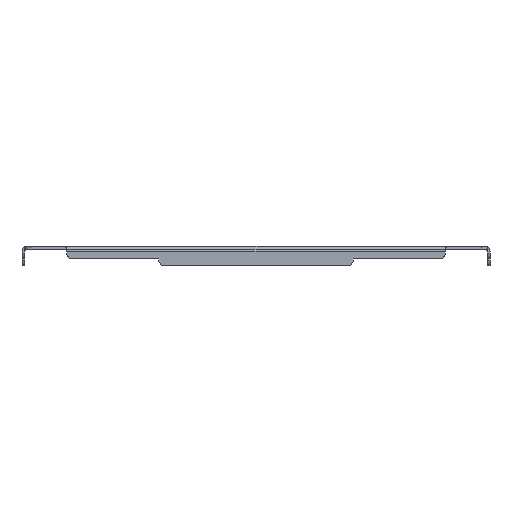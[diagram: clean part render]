
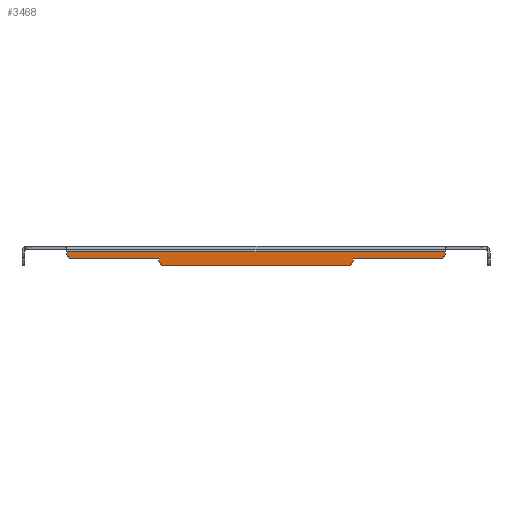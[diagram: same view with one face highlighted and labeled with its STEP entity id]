
A CAD part, front view. The second image highlights one B-rep face of the part: STEP entity #3468.
In plain terms, the highlighted planar face has unit normal (0, -1, 0).
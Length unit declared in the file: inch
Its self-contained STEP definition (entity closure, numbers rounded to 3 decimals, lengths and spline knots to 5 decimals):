
#6 = EDGE_LOOP ( 'NONE', ( #2591, #2039, #2228, #2740, #3268, #3293, #423, #365, #2105, #3328, #1906, #1158 ) ) ;
#40 = DIRECTION ( 'NONE',  ( 1., 0., 0. ) ) ;
#114 = PLANE ( 'NONE',  #1710 ) ;
#221 = EDGE_CURVE ( 'NONE', #1069, #1472, #3594, .T. ) ;
#302 = VERTEX_POINT ( 'NONE', #509 ) ;
#346 = LINE ( 'NONE', #2918, #3484 ) ;
#365 = ORIENTED_EDGE ( 'NONE', *, *, #1398, .T. ) ;
#387 = LINE ( 'NONE', #3269, #3572 ) ;
#390 = CARTESIAN_POINT ( 'NONE',  ( -4.09375, -28.46875, -0.875 ) ) ;
#422 = CARTESIAN_POINT ( 'NONE',  ( 8.46875, -28.46875, -0.556 ) ) ;
#423 = ORIENTED_EDGE ( 'NONE', *, *, #221, .F. ) ;
#509 = CARTESIAN_POINT ( 'NONE',  ( 4.09375, -28.46875, -0.875 ) ) ;
#586 = EDGE_CURVE ( 'NONE', #1433, #2317, #2217, .T. ) ;
#614 = EDGE_CURVE ( 'NONE', #2612, #302, #2101, .T. ) ;
#640 = DIRECTION ( 'NONE',  ( 1., 0., 0. ) ) ;
#662 = LINE ( 'NONE', #937, #703 ) ;
#677 = DIRECTION ( 'NONE',  ( 0., -1., 0. ) ) ;
#703 = VECTOR ( 'NONE', #640, 39.37008 ) ;
#755 = VERTEX_POINT ( 'NONE', #1378 ) ;
#786 = EDGE_CURVE ( 'NONE', #2612, #1932, #2073, .T. ) ;
#823 = VERTEX_POINT ( 'NONE', #3054 ) ;
#842 = VECTOR ( 'NONE', #3264, 39.37008 ) ;
#890 = CARTESIAN_POINT ( 'NONE',  ( -8.46875, -28.46875, -0.237 ) ) ;
#907 = CARTESIAN_POINT ( 'NONE',  ( -8.46875, -28.46875, -0.556 ) ) ;
#910 = CARTESIAN_POINT ( 'NONE',  ( -4.09375, -28.46875, -0.625 ) ) ;
#923 = CARTESIAN_POINT ( 'NONE',  ( -4.34375, -28.46875, -0.625 ) ) ;
#937 = CARTESIAN_POINT ( 'NONE',  ( 8.46875, -28.46875, -0.237 ) ) ;
#1007 = LINE ( 'NONE', #1988, #2452 ) ;
#1054 = VERTEX_POINT ( 'NONE', #1986 ) ;
#1062 = DIRECTION ( 'NONE',  ( -1., 0., 0. ) ) ;
#1069 = VERTEX_POINT ( 'NONE', #3593 ) ;
#1158 = ORIENTED_EDGE ( 'NONE', *, *, #786, .T. ) ;
#1162 = VECTOR ( 'NONE', #1062, 39.37008 ) ;
#1238 = AXIS2_PLACEMENT_3D ( 'NONE', #910, #2865, #3124 ) ;
#1378 = CARTESIAN_POINT ( 'NONE',  ( 8.46875, -28.46875, -0.3125 ) ) ;
#1398 = EDGE_CURVE ( 'NONE', #1069, #3981, #346, .T. ) ;
#1433 = VERTEX_POINT ( 'NONE', #4134 ) ;
#1441 = CARTESIAN_POINT ( 'NONE',  ( -8.21875, -28.46875, -0.3125 ) ) ;
#1472 = VERTEX_POINT ( 'NONE', #2874 ) ;
#1489 = VERTEX_POINT ( 'NONE', #390 ) ;
#1544 = CARTESIAN_POINT ( 'NONE',  ( 4.34375, -28.46875, -0.625 ) ) ;
#1609 = DIRECTION ( 'NONE',  ( 0., 1., 0. ) ) ;
#1610 = CARTESIAN_POINT ( 'NONE',  ( 4.09375, -28.46875, -0.625 ) ) ;
#1620 = DIRECTION ( 'NONE',  ( 0., 0., -1. ) ) ;
#1700 = VECTOR ( 'NONE', #2182, 39.37008 ) ;
#1710 = AXIS2_PLACEMENT_3D ( 'NONE', #3557, #677, #3225 ) ;
#1736 = DIRECTION ( 'NONE',  ( 0., 1., 0. ) ) ;
#1906 = ORIENTED_EDGE ( 'NONE', *, *, #614, .F. ) ;
#1932 = VERTEX_POINT ( 'NONE', #2892 ) ;
#1962 = EDGE_CURVE ( 'NONE', #2317, #1054, #662, .T. ) ;
#1966 = DIRECTION ( 'NONE',  ( 0., 1., 0. ) ) ;
#1986 = CARTESIAN_POINT ( 'NONE',  ( 8.46875, -28.46875, -0.237 ) ) ;
#1988 = CARTESIAN_POINT ( 'NONE',  ( 6.40625, -28.46875, -0.5625 ) ) ;
#2021 = EDGE_CURVE ( 'NONE', #302, #1489, #387, .T. ) ;
#2023 = CARTESIAN_POINT ( 'NONE',  ( -6.40625, -28.46875, -0.5625 ) ) ;
#2026 = DIRECTION ( 'NONE',  ( 0., 0., -1. ) ) ;
#2039 = ORIENTED_EDGE ( 'NONE', *, *, #2780, .F. ) ;
#2073 = LINE ( 'NONE', #3346, #4039 ) ;
#2090 = DIRECTION ( 'NONE',  ( 0., 0., -1. ) ) ;
#2101 = CIRCLE ( 'NONE', #2899, 0.25 ) ;
#2105 = ORIENTED_EDGE ( 'NONE', *, *, #2342, .F. ) ;
#2110 = AXIS2_PLACEMENT_3D ( 'NONE', #1441, #1736, #2090 ) ;
#2182 = DIRECTION ( 'NONE',  ( 0., 0., 1. ) ) ;
#2217 = LINE ( 'NONE', #907, #1700 ) ;
#2228 = ORIENTED_EDGE ( 'NONE', *, *, #2427, .F. ) ;
#2317 = VERTEX_POINT ( 'NONE', #890 ) ;
#2342 = EDGE_CURVE ( 'NONE', #1489, #3981, #2639, .T. ) ;
#2427 = EDGE_CURVE ( 'NONE', #1054, #755, #3918, .T. ) ;
#2452 = VECTOR ( 'NONE', #40, 39.37008 ) ;
#2591 = ORIENTED_EDGE ( 'NONE', *, *, #3727, .T. ) ;
#2612 = VERTEX_POINT ( 'NONE', #1544 ) ;
#2639 = CIRCLE ( 'NONE', #1238, 0.25 ) ;
#2646 = CIRCLE ( 'NONE', #2110, 0.25 ) ;
#2665 = FACE_OUTER_BOUND ( 'NONE', #6, .T. ) ;
#2740 = ORIENTED_EDGE ( 'NONE', *, *, #1962, .F. ) ;
#2780 = EDGE_CURVE ( 'NONE', #755, #823, #3376, .T. ) ;
#2865 = DIRECTION ( 'NONE',  ( 0., 1., 0. ) ) ;
#2874 = CARTESIAN_POINT ( 'NONE',  ( -8.21875, -28.46875, -0.5625 ) ) ;
#2892 = CARTESIAN_POINT ( 'NONE',  ( 4.34375, -28.46875, -0.5625 ) ) ;
#2899 = AXIS2_PLACEMENT_3D ( 'NONE', #1610, #1966, #2026 ) ;
#2904 = EDGE_CURVE ( 'NONE', #1472, #1433, #2646, .T. ) ;
#2918 = CARTESIAN_POINT ( 'NONE',  ( -4.34375, -28.46875, 0. ) ) ;
#2943 = CARTESIAN_POINT ( 'NONE',  ( 8.21875, -28.46875, -0.3125 ) ) ;
#3054 = CARTESIAN_POINT ( 'NONE',  ( 8.21875, -28.46875, -0.5625 ) ) ;
#3124 = DIRECTION ( 'NONE',  ( 0., 0., -1. ) ) ;
#3225 = DIRECTION ( 'NONE',  ( 0., 0., -1. ) ) ;
#3264 = DIRECTION ( 'NONE',  ( 0., 0., -1. ) ) ;
#3268 = ORIENTED_EDGE ( 'NONE', *, *, #586, .F. ) ;
#3269 = CARTESIAN_POINT ( 'NONE',  ( 0., -28.46875, -0.875 ) ) ;
#3293 = ORIENTED_EDGE ( 'NONE', *, *, #2904, .F. ) ;
#3328 = ORIENTED_EDGE ( 'NONE', *, *, #2021, .F. ) ;
#3346 = CARTESIAN_POINT ( 'NONE',  ( 4.34375, -28.46875, 0. ) ) ;
#3376 = CIRCLE ( 'NONE', #3914, 0.25 ) ;
#3468 = ADVANCED_FACE ( 'NONE', ( #2665 ), #114, .T. ) ;
#3484 = VECTOR ( 'NONE', #1620, 39.37008 ) ;
#3557 = CARTESIAN_POINT ( 'NONE',  ( -10.34375, -28.46875, 0. ) ) ;
#3572 = VECTOR ( 'NONE', #3924, 39.37008 ) ;
#3593 = CARTESIAN_POINT ( 'NONE',  ( -4.34375, -28.46875, -0.5625 ) ) ;
#3594 = LINE ( 'NONE', #2023, #1162 ) ;
#3727 = EDGE_CURVE ( 'NONE', #1932, #823, #1007, .T. ) ;
#3891 = DIRECTION ( 'NONE',  ( 0., 0., -1. ) ) ;
#3914 = AXIS2_PLACEMENT_3D ( 'NONE', #2943, #1609, #3891 ) ;
#3918 = LINE ( 'NONE', #422, #842 ) ;
#3924 = DIRECTION ( 'NONE',  ( -1., 0., 0. ) ) ;
#3981 = VERTEX_POINT ( 'NONE', #923 ) ;
#4038 = DIRECTION ( 'NONE',  ( 0., 0., 1. ) ) ;
#4039 = VECTOR ( 'NONE', #4038, 39.37008 ) ;
#4134 = CARTESIAN_POINT ( 'NONE',  ( -8.46875, -28.46875, -0.3125 ) ) ;
